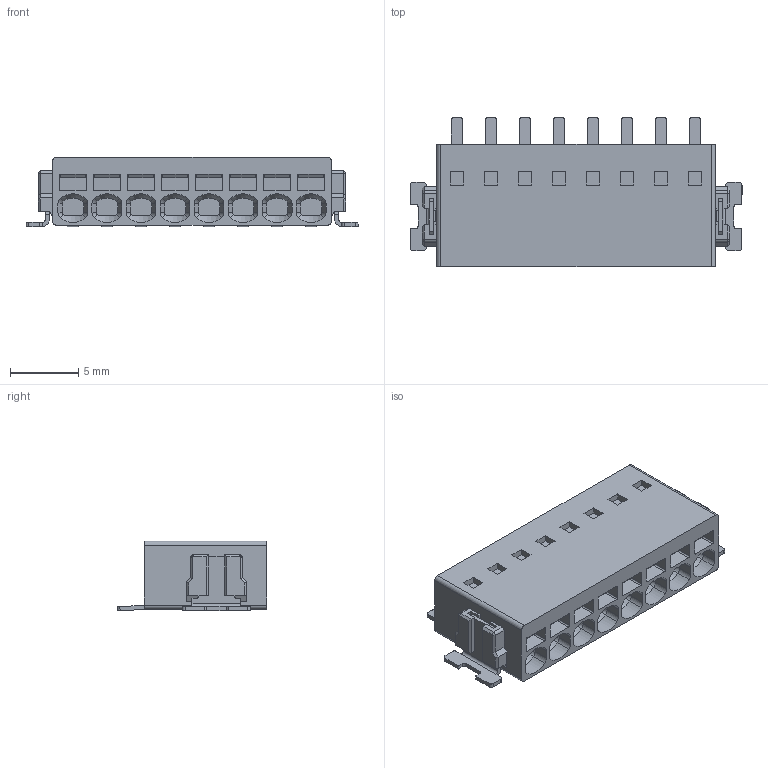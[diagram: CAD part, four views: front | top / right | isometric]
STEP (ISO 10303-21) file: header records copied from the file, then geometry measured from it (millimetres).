
FILE_DESCRIPTION(('Creo Elements/Direct Modeling STEP Export'),'2;1');
FILE_NAME('model.stp','2019-01-29T14:16:31',(''),(''),'Creo Elements/Direct Modeling STEP processor for AP214 (Solid Model)','Creo Elements/Direct Modeling 18.1I 14-Aug-2016 (C) Parametric Technology GmbH','');
FILE_SCHEMA(('AUTOMOTIVE_DESIGN { 1 0 10303 214 1 1 1 1 }'));
Length unit declared in the file: millimetre
Products named in the file (3): AT_PTSM_0_5_2_5_H_SMD; LR_0_5_2_5_SMD_anker.1; PTSM_0.5-8-2.5-H_SMD
Assembly tree (3 placements, depth 2):
  PTSM_0.5-8-2.5-H_SMD
    LR_0_5_2_5_SMD_anker.1  x2
    AT_PTSM_0_5_2_5_H_SMD
Bounding box: 24.4 x 11 x 5.12 mm (x, y, z)
Volume: 759.9 mm3; surface area: 1227.7 mm2
Topology: 3 solids, 3 shells, 861 faces, 2254 edges, 1444 vertices
Faces by surface type: plane 562, cylinder 230, cone 52, extrusion 17
Entity records: 31196 total; most frequent: CARTESIAN_POINT 5521, ORIENTED_EDGE 4312, DIRECTION 4135, EDGE_CURVE 2156, VECTOR 1697, LINE 1680, VERTEX_POINT 1380, AXIS2_PLACEMENT_3D 1219
